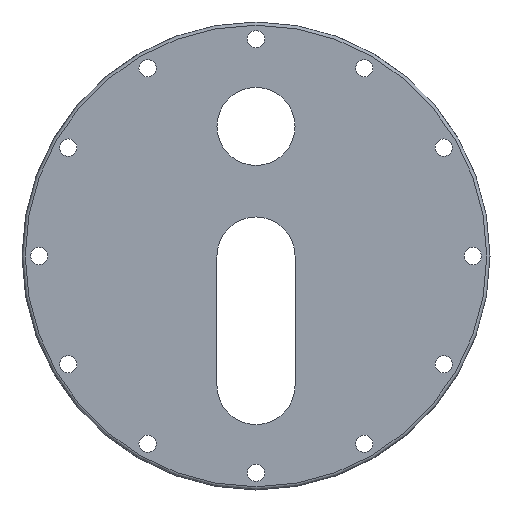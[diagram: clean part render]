
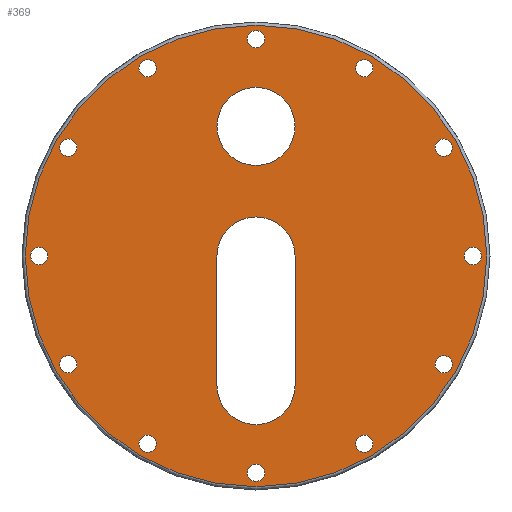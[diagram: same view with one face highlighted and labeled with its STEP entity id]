
A CAD part, left-side view. The second image highlights one B-rep face of the part: STEP entity #369.
In plain terms, the highlighted planar face has unit normal (-1, 0, 0).
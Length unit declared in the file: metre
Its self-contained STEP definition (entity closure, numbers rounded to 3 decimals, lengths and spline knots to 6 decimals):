
#369=ADVANCED_FACE('',(#1065,#1066,#1067,#1068,#1069,#1070,#1071,#1072,#1073,#1074,#1075,#1076,#1077,#1078,#1079),#1080,.T.);
#769=EDGE_CURVE('',#1725,#1725,#1726,.T.);
#771=EDGE_CURVE('',#1728,#1728,#1729,.T.);
#773=EDGE_CURVE('',#1731,#1731,#1732,.T.);
#775=EDGE_CURVE('',#1734,#1734,#1735,.T.);
#777=EDGE_CURVE('',#1737,#1737,#1738,.T.);
#779=EDGE_CURVE('',#1740,#1740,#1741,.T.);
#781=EDGE_CURVE('',#1743,#1743,#1744,.T.);
#783=EDGE_CURVE('',#1746,#1746,#1747,.T.);
#785=EDGE_CURVE('',#1749,#1749,#1750,.T.);
#787=EDGE_CURVE('',#1752,#1752,#1753,.T.);
#789=EDGE_CURVE('',#1755,#1755,#1756,.T.);
#791=EDGE_CURVE('',#1758,#1758,#1759,.T.);
#793=EDGE_CURVE('',#1761,#1761,#1762,.T.);
#1065=FACE_OUTER_BOUND('',#2087,.T.);
#1066=FACE_BOUND('',#2088,.T.);
#1067=FACE_BOUND('',#2089,.T.);
#1068=FACE_BOUND('',#2090,.T.);
#1069=FACE_BOUND('',#2091,.T.);
#1070=FACE_BOUND('',#2092,.T.);
#1071=FACE_BOUND('',#2093,.T.);
#1072=FACE_BOUND('',#2094,.T.);
#1073=FACE_BOUND('',#2095,.T.);
#1074=FACE_BOUND('',#2096,.T.);
#1075=FACE_BOUND('',#2097,.T.);
#1076=FACE_BOUND('',#2098,.T.);
#1077=FACE_BOUND('',#2099,.T.);
#1078=FACE_BOUND('',#2100,.T.);
#1079=FACE_BOUND('',#2101,.T.);
#1080=PLANE('',#2102);
#1725=VERTEX_POINT('',#3407);
#1726=CIRCLE('',#3408,0.046833);
#1728=VERTEX_POINT('',#3411);
#1729=CIRCLE('',#3412,0.00175);
#1731=VERTEX_POINT('',#3415);
#1732=CIRCLE('',#3416,0.00175);
#1734=VERTEX_POINT('',#3419);
#1735=CIRCLE('',#3420,0.00175);
#1737=VERTEX_POINT('',#3423);
#1738=CIRCLE('',#3424,0.00175);
#1740=VERTEX_POINT('',#3427);
#1741=CIRCLE('',#3428,0.00175);
#1743=VERTEX_POINT('',#3431);
#1744=CIRCLE('',#3432,0.00175);
#1746=VERTEX_POINT('',#3435);
#1747=CIRCLE('',#3436,0.00175);
#1749=VERTEX_POINT('',#3439);
#1750=CIRCLE('',#3440,0.00175);
#1752=VERTEX_POINT('',#3443);
#1753=CIRCLE('',#3444,0.00175);
#1755=VERTEX_POINT('',#3447);
#1756=CIRCLE('',#3448,0.00175);
#1758=VERTEX_POINT('',#3451);
#1759=CIRCLE('',#3452,0.00175);
#1761=VERTEX_POINT('',#3455);
#1762=CIRCLE('',#3456,0.00175);
#2087=EDGE_LOOP('',(#4389));
#2088=EDGE_LOOP('',(#4390));
#2089=EDGE_LOOP('',(#4391));
#2090=EDGE_LOOP('',(#4392));
#2091=EDGE_LOOP('',(#4393));
#2092=EDGE_LOOP('',(#4394));
#2093=EDGE_LOOP('',(#4395));
#2094=EDGE_LOOP('',(#4396));
#2095=EDGE_LOOP('',(#4397));
#2096=EDGE_LOOP('',(#4398));
#2097=EDGE_LOOP('',(#4399));
#2098=EDGE_LOOP('',(#4400));
#2099=EDGE_LOOP('',(#4401));
#2100=EDGE_LOOP('',(#4402));
#2101=EDGE_LOOP('',(#4403,#4404,#4405,#4406));
#2102=AXIS2_PLACEMENT_3D('',#4407,#4408,#4409);
#3407=CARTESIAN_POINT('',(-0.0055,0.,-0.046833));
#3408=AXIS2_PLACEMENT_3D('',#5306,#5307,#5308);
#3411=CARTESIAN_POINT('',(-0.0055,-0.038105,0.02025));
#3412=AXIS2_PLACEMENT_3D('',#5309,#5310,#5311);
#3415=CARTESIAN_POINT('',(-0.0055,-0.022,0.036355));
#3416=AXIS2_PLACEMENT_3D('',#5312,#5313,#5314);
#3419=CARTESIAN_POINT('',(-0.0055,0.,0.04225));
#3420=AXIS2_PLACEMENT_3D('',#5315,#5316,#5317);
#3423=CARTESIAN_POINT('',(-0.0055,0.022,0.036355));
#3424=AXIS2_PLACEMENT_3D('',#5318,#5319,#5320);
#3427=CARTESIAN_POINT('',(-0.0055,0.038105,0.02025));
#3428=AXIS2_PLACEMENT_3D('',#5321,#5322,#5323);
#3431=CARTESIAN_POINT('',(-0.0055,0.044,-0.00175));
#3432=AXIS2_PLACEMENT_3D('',#5324,#5325,#5326);
#3435=CARTESIAN_POINT('',(-0.0055,0.038105,-0.02375));
#3436=AXIS2_PLACEMENT_3D('',#5327,#5328,#5329);
#3439=CARTESIAN_POINT('',(-0.0055,0.022,-0.039855));
#3440=AXIS2_PLACEMENT_3D('',#5330,#5331,#5332);
#3443=CARTESIAN_POINT('',(-0.0055,0.,-0.04575));
#3444=AXIS2_PLACEMENT_3D('',#5333,#5334,#5335);
#3447=CARTESIAN_POINT('',(-0.0055,-0.022,-0.039855));
#3448=AXIS2_PLACEMENT_3D('',#5336,#5337,#5338);
#3451=CARTESIAN_POINT('',(-0.0055,-0.038105,-0.02375));
#3452=AXIS2_PLACEMENT_3D('',#5339,#5340,#5341);
#3455=CARTESIAN_POINT('',(-0.0055,-0.044,-0.00175));
#3456=AXIS2_PLACEMENT_3D('',#5342,#5343,#5344);
#4389=ORIENTED_EDGE('',*,*,#769,.T.);
#4390=ORIENTED_EDGE('',*,*,#771,.F.);
#4391=ORIENTED_EDGE('',*,*,#773,.F.);
#4392=ORIENTED_EDGE('',*,*,#775,.F.);
#4393=ORIENTED_EDGE('',*,*,#777,.F.);
#4394=ORIENTED_EDGE('',*,*,#779,.F.);
#4395=ORIENTED_EDGE('',*,*,#781,.F.);
#4396=ORIENTED_EDGE('',*,*,#783,.F.);
#4397=ORIENTED_EDGE('',*,*,#785,.F.);
#4398=ORIENTED_EDGE('',*,*,#787,.F.);
#4399=ORIENTED_EDGE('',*,*,#789,.F.);
#4400=ORIENTED_EDGE('',*,*,#791,.F.);
#4401=ORIENTED_EDGE('',*,*,#793,.F.);
#4402=ORIENTED_EDGE('',*,*,#5552,.F.);
#4403=ORIENTED_EDGE('',*,*,#5553,.F.);
#4404=ORIENTED_EDGE('',*,*,#5554,.F.);
#4405=ORIENTED_EDGE('',*,*,#5555,.F.);
#4406=ORIENTED_EDGE('',*,*,#5556,.F.);
#4407=CARTESIAN_POINT('',(-0.0055,0.0,0.0));
#4408=DIRECTION('',(-1.0,0.0,0.0));
#4409=DIRECTION('',(0.0,0.0,1.0));
#5306=CARTESIAN_POINT('',(-0.0055,0.,0.));
#5307=DIRECTION('',(-1.0,0.0,-0.0));
#5308=DIRECTION('',(0.0,0.,-1.0));
#5309=CARTESIAN_POINT('',(-0.0055,-0.038105,0.022));
#5310=DIRECTION('',(-1.0,0.0,-0.0));
#5311=DIRECTION('',(0.0,0.,-1.0));
#5312=CARTESIAN_POINT('',(-0.0055,-0.022,0.038105));
#5313=DIRECTION('',(-1.0,0.0,-0.0));
#5314=DIRECTION('',(0.0,0.,-1.0));
#5315=CARTESIAN_POINT('',(-0.0055,0.,0.044));
#5316=DIRECTION('',(-1.0,0.0,-0.0));
#5317=DIRECTION('',(0.0,0.,-1.0));
#5318=CARTESIAN_POINT('',(-0.0055,0.022,0.038105));
#5319=DIRECTION('',(-1.0,0.0,-0.0));
#5320=DIRECTION('',(0.0,0.,-1.0));
#5321=CARTESIAN_POINT('',(-0.0055,0.038105,0.022));
#5322=DIRECTION('',(-1.0,0.0,-0.0));
#5323=DIRECTION('',(0.0,0.,-1.0));
#5324=CARTESIAN_POINT('',(-0.0055,0.044,0.));
#5325=DIRECTION('',(-1.0,0.0,-0.0));
#5326=DIRECTION('',(0.0,0.,-1.0));
#5327=CARTESIAN_POINT('',(-0.0055,0.038105,-0.022));
#5328=DIRECTION('',(-1.0,0.0,-0.0));
#5329=DIRECTION('',(0.0,0.,-1.0));
#5330=CARTESIAN_POINT('',(-0.0055,0.022,-0.038105));
#5331=DIRECTION('',(-1.0,0.0,-0.0));
#5332=DIRECTION('',(0.0,0.,-1.0));
#5333=CARTESIAN_POINT('',(-0.0055,0.,-0.044));
#5334=DIRECTION('',(-1.0,0.0,-0.0));
#5335=DIRECTION('',(0.0,0.,-1.0));
#5336=CARTESIAN_POINT('',(-0.0055,-0.022,-0.038105));
#5337=DIRECTION('',(-1.0,0.0,-0.0));
#5338=DIRECTION('',(0.0,0.,-1.0));
#5339=CARTESIAN_POINT('',(-0.0055,-0.038105,-0.022));
#5340=DIRECTION('',(-1.0,0.0,-0.0));
#5341=DIRECTION('',(0.0,0.,-1.0));
#5342=CARTESIAN_POINT('',(-0.0055,-0.044,0.));
#5343=DIRECTION('',(-1.0,0.0,-0.0));
#5344=DIRECTION('',(0.0,0.,-1.0));
#5552=EDGE_CURVE('',#5682,#5682,#5683,.T.);
#5553=EDGE_CURVE('',#5684,#5685,#5686,.T.);
#5554=EDGE_CURVE('',#5687,#5684,#5688,.T.);
#5555=EDGE_CURVE('',#5689,#5687,#5690,.T.);
#5556=EDGE_CURVE('',#5685,#5689,#5691,.T.);
#5682=VERTEX_POINT('',#5859);
#5683=CIRCLE('',#5860,0.007921);
#5684=VERTEX_POINT('',#5861);
#5685=VERTEX_POINT('',#5862);
#5686=LINE('',#5863,#5864);
#5687=VERTEX_POINT('',#5865);
#5688=CIRCLE('',#5866,0.007921);
#5689=VERTEX_POINT('',#5867);
#5690=LINE('',#5868,#5869);
#5691=CIRCLE('',#5870,0.007921);
#5859=CARTESIAN_POINT('',(-0.0055,0.,0.034221));
#5860=AXIS2_PLACEMENT_3D('',#6150,#6151,#6152);
#5861=CARTESIAN_POINT('',(-0.0055,0.007921,0.));
#5862=CARTESIAN_POINT('',(-0.0055,0.007921,-0.0263));
#5863=CARTESIAN_POINT('',(-0.0055,0.007921,0.));
#5864=VECTOR('',#6153,1.0);
#5865=CARTESIAN_POINT('',(-0.0055,-0.007921,0.));
#5866=AXIS2_PLACEMENT_3D('',#6154,#6155,#6156);
#5867=CARTESIAN_POINT('',(-0.0055,-0.007921,-0.0263));
#5868=CARTESIAN_POINT('',(-0.0055,-0.007921,0.));
#5869=VECTOR('',#6157,1.0);
#5870=AXIS2_PLACEMENT_3D('',#6158,#6159,#6160);
#6150=CARTESIAN_POINT('',(-0.0055,0.,0.0263));
#6151=DIRECTION('',(-1.0,0.0,0.0));
#6152=DIRECTION('',(0.0,0.0,1.0));
#6153=DIRECTION('',(0.0,0.,-1.0));
#6154=CARTESIAN_POINT('',(-0.0055,0.,0.));
#6155=DIRECTION('',(-1.0,0.0,0.0));
#6156=DIRECTION('',(0.0,0.0,1.0));
#6157=DIRECTION('',(0.0,0.,1.0));
#6158=CARTESIAN_POINT('',(-0.0055,0.,-0.0263));
#6159=DIRECTION('',(-1.0,0.0,0.0));
#6160=DIRECTION('',(0.0,0.0,1.0));
